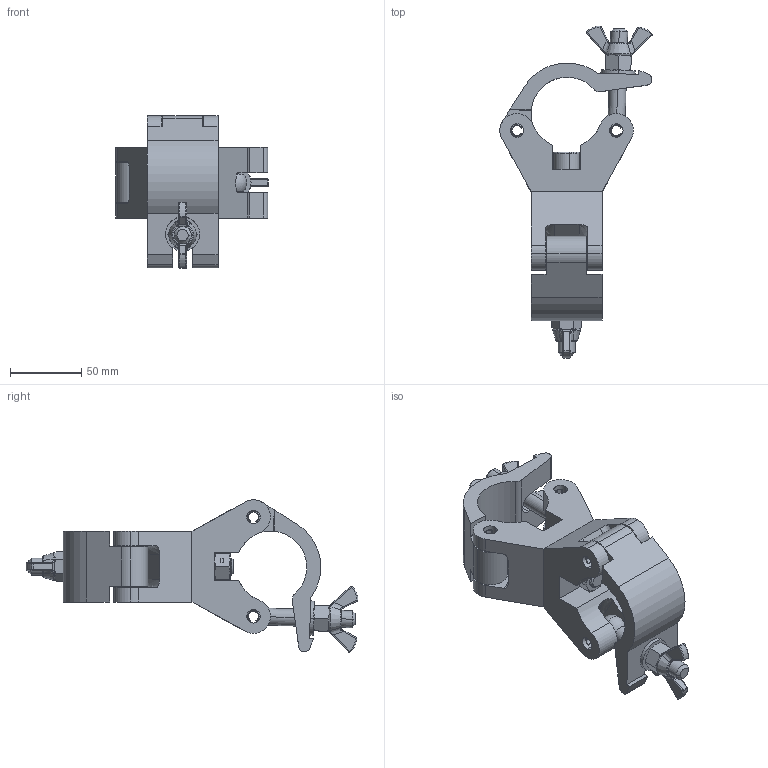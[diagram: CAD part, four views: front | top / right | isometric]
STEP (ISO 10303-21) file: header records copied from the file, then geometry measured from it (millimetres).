
FILE_DESCRIPTION (( 'STEP AP214' ), '1' );
FILE_NAME ('ST57100.step', '2022-11-04T09:46:29', ( '' ), ( '' ), 'SwSTEP 2.0', 'SolidWorks 2022', '' );
FILE_SCHEMA (( 'AUTOMOTIVE_DESIGN' ));
Length unit declared in the file: millimetre
Products named in the file (13): Socket Head Cap Screw_Doughty Fastners_BS EN ISO 4762 M12 x 45 - 45S; TH157_TH157; ST57100; hex nut style 1 gradeab_doughty fastners - stainless_Hexagon Nut ISO - 4032 - M12 - D - S; ST78000; TH156_TH156; F790; F949_DIN 315-M12-GT-C-N; TH831; TH2001_TH2001 - 50MM WIDE; Hex Centre Lock Nut GradeAB_Doughty Fastners_BS EN 24032 - M12 - D - S; plain washer form a_doughty fastners - stainless_Bright washer BS 4320 - M12 (Form A); TH2000_TH2000 - 50MM WIDE
Assembly tree (18 placements, depth 3):
  ST57100
    TH156_TH156  x2
      TH2000_TH2000 - 50MM WIDE
    TH157_TH157  x2
      TH2001_TH2001 - 50MM WIDE
    ST78000  x2
      TH831
      plain washer form a_doughty fastners - stainless_Bright washer BS 4320 - M12 (Form A)
      hex nut style 1 gradeab_doughty fastners - stainless_Hexagon Nut ISO - 4032 - M12 - D - S
      F949_DIN 315-M12-GT-C-N
    F790  x4
    Socket Head Cap Screw_Doughty Fastners_BS EN ISO 4762 M12 x 45 - 45S
    Hex Centre Lock Nut GradeAB_Doughty Fastners_BS EN 24032 - M12 - D - S
Bounding box: 107.22 x 233.75 x 107.22 mm (x, y, z)
Volume: 398004.7 mm3; surface area: 110944.5 mm2
Topology: 18 solids, 18 shells, 774 faces, 1842 edges, 1089 vertices
Faces by surface type: cone 268, cylinder 242, plane 158, bspline 64, sphere 22, torus 20
Entity records: 15618 total; most frequent: CARTESIAN_POINT 3590, DIRECTION 2595, ORIENTED_EDGE 2342, EDGE_CURVE 1171, AXIS2_PLACEMENT_3D 1054, VERTEX_POINT 699, CIRCLE 567, EDGE_LOOP 522
